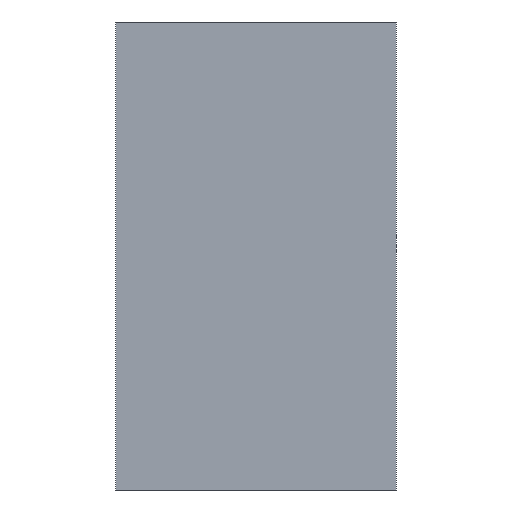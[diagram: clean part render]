
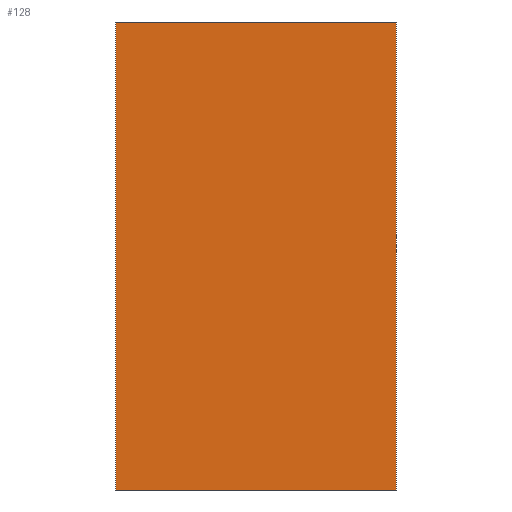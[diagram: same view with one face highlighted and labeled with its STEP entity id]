
A CAD part, top view. The second image highlights one B-rep face of the part: STEP entity #128.
In plain terms, the highlighted planar face has unit normal (0, 0, 1).
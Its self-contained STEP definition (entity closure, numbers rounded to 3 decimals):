
#72=CARTESIAN_POINT('',(0.,750.,10.));
#73=VERTEX_POINT('',#72);
#81=CARTESIAN_POINT('',(0.,0.,10.));
#82=VERTEX_POINT('',#81);
#89=CARTESIAN_POINT('',(0.,750.,10.));
#90=DIRECTION('',(0.,-1.,0.));
#91=VECTOR('',#90,750.);
#92=LINE('',#89,#91);
#93=EDGE_CURVE('',#73,#82,#92,.T.);
#98=CARTESIAN_POINT('',(0.,0.,10.));
#99=DIRECTION('',(0.,0.,1.));
#100=DIRECTION('',(1.,0.,0.));
#101=AXIS2_PLACEMENT_3D('',#98,#99,#100);
#102=PLANE('',#101);
#103=CARTESIAN_POINT('',(450.,750.,10.));
#104=VERTEX_POINT('',#103);
#105=CARTESIAN_POINT('',(450.,750.,10.));
#106=DIRECTION('',(-1.,0.,0.));
#107=VECTOR('',#106,450.);
#108=LINE('',#105,#107);
#109=EDGE_CURVE('',#104,#73,#108,.T.);
#110=ORIENTED_EDGE('',*,*,#109,.T.);
#111=ORIENTED_EDGE('',*,*,#93,.T.);
#112=CARTESIAN_POINT('',(450.,0.,10.));
#113=VERTEX_POINT('',#112);
#114=CARTESIAN_POINT('',(0.,0.,10.));
#115=DIRECTION('',(1.,0.,-0.));
#116=VECTOR('',#115,450.);
#117=LINE('',#114,#116);
#118=EDGE_CURVE('',#82,#113,#117,.T.);
#119=ORIENTED_EDGE('',*,*,#118,.T.);
#120=CARTESIAN_POINT('',(450.,0.,10.));
#121=DIRECTION('',(0.,1.,0.));
#122=VECTOR('',#121,750.);
#123=LINE('',#120,#122);
#124=EDGE_CURVE('',#113,#104,#123,.T.);
#125=ORIENTED_EDGE('',*,*,#124,.T.);
#126=EDGE_LOOP('',(#110,#111,#119,#125));
#127=FACE_BOUND('',#126,.T.);
#128=ADVANCED_FACE('',(#127),#102,.T.);
